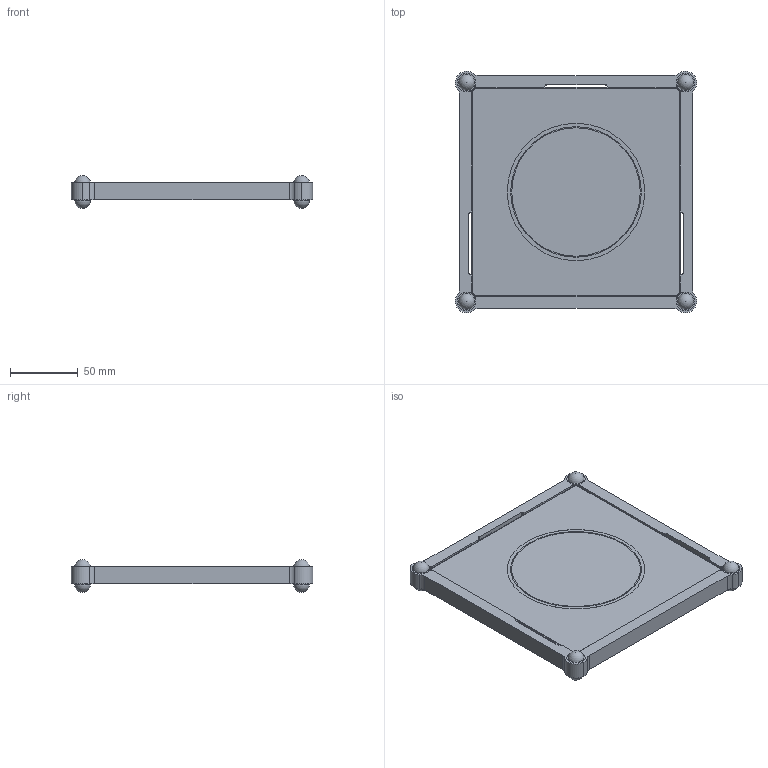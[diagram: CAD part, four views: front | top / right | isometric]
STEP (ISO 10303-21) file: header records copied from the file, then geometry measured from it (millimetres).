
FILE_DESCRIPTION (( 'STEP AP214' ), '1' );
FILE_NAME ('C4XXXC_A.STEP', '2023-10-09T17:13:59', ( '' ), ( '' ), 'SwSTEP 2.0', 'SolidWorks 2022', '' );
FILE_SCHEMA (( 'AUTOMOTIVE_DESIGN' ));
Length unit declared in the file: inch
Products named in the file (1): C4XXXC_A
Bounding box: 178.43 x 178.43 x 24.13 mm (x, y, z)
Surface area: 84415.7 mm2 (no closed solid volume)
Topology: 0 solids, 29 shells, 195 faces, 685 edges, 486 vertices
Faces by surface type: cylinder 104, plane 75, sphere 16
Entity records: 9697 total; most frequent: DIRECTION 1337, CARTESIAN_POINT 1303, ORIENTED_EDGE 1054, EDGE_CURVE 645, AXIS2_PLACEMENT_3D 496, VERTEX_POINT 462, LINE 345, VECTOR 345
